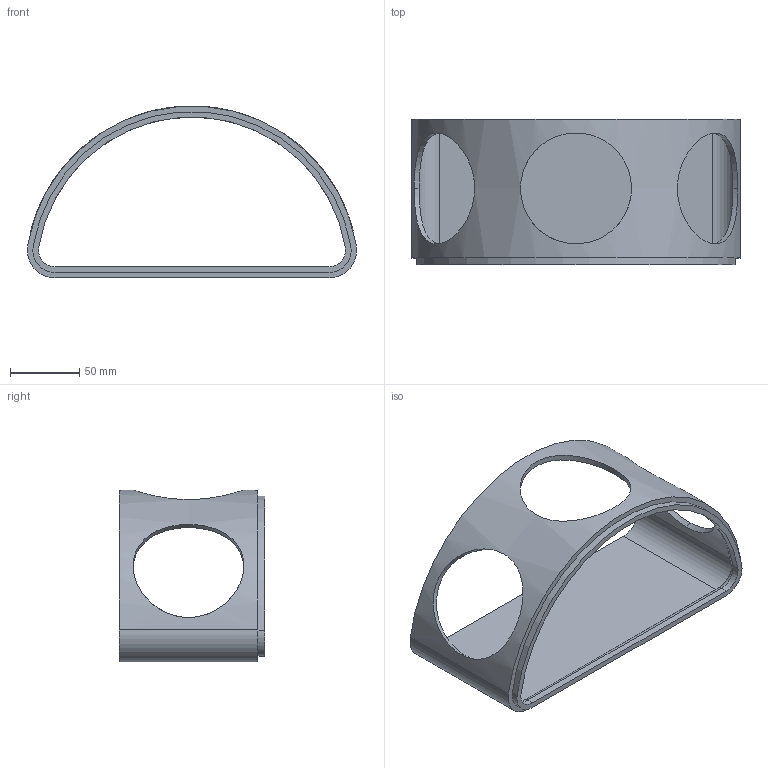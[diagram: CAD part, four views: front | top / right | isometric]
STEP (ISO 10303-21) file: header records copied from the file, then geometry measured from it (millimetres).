
FILE_DESCRIPTION (( 'STEP AP214' ), '1' );
FILE_NAME ('plant holder2_3 holes.STEP', '2019-09-09T14:30:33', ( '' ), ( '' ), 'SwSTEP 2.0', 'SolidWorks 2016', '' );
FILE_SCHEMA (( 'AUTOMOTIVE_DESIGN' ));
Length unit declared in the file: millimetre
Products named in the file (1): plant holder2_3 holes
Bounding box: 237.42 x 105 x 123.97 mm (x, y, z)
Volume: 194298.4 mm3; surface area: 104912.6 mm2
Topology: 1 solids, 1 shells, 30 faces, 73 edges, 46 vertices
Faces by surface type: cylinder 19, plane 7, torus 4
Entity records: 1678 total; most frequent: CARTESIAN_POINT 918, DIRECTION 154, ORIENTED_EDGE 146, EDGE_CURVE 73, AXIS2_PLACEMENT_3D 62, VERTEX_POINT 46, EDGE_LOOP 39, CIRCLE 31
